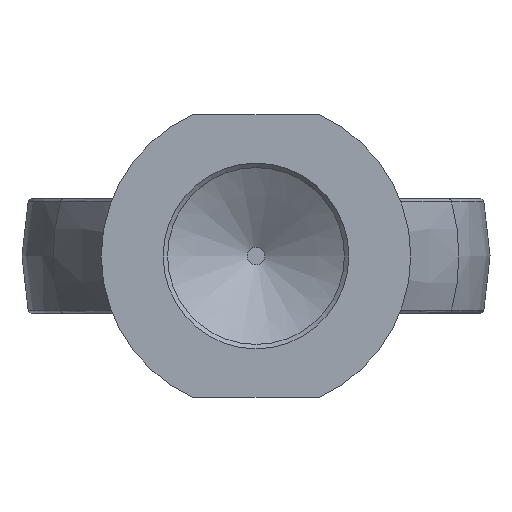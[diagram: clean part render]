
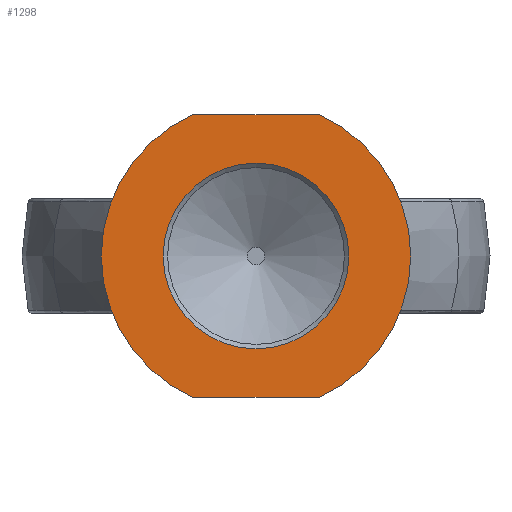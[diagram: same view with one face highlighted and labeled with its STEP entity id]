
A CAD part, front view. The second image highlights one B-rep face of the part: STEP entity #1298.
In plain terms, the highlighted planar face has unit normal (0, -1, 0).
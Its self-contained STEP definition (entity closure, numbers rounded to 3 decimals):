
#72 = CIRCLE ( 'NONE', #2656, 0.2 ) ;
#95 = DIRECTION ( 'NONE',  ( 0., 0., -1. ) ) ;
#106 = CIRCLE ( 'NONE', #2221, 0.2 ) ;
#108 = CARTESIAN_POINT ( 'NONE',  ( 7.046, -77., 15.8 ) ) ;
#174 = CARTESIAN_POINT ( 'NONE',  ( -7.128, -77., 15.983 ) ) ;
#184 = ORIENTED_EDGE ( 'NONE', *, *, #1171, .T. ) ;
#194 = CARTESIAN_POINT ( 'NONE',  ( 7.128, -77., 15.983 ) ) ;
#202 = DIRECTION ( 'NONE',  ( 0., 0., -1. ) ) ;
#214 = CARTESIAN_POINT ( 'NONE',  ( 0., -77., 0. ) ) ;
#246 = ORIENTED_EDGE ( 'NONE', *, *, #746, .F. ) ;
#277 = FACE_BOUND ( 'NONE', #402, .T. ) ;
#372 = EDGE_CURVE ( 'NONE', #1099, #1725, #2045, .T. ) ;
#378 = EDGE_LOOP ( 'NONE', ( #1385, #1626, #1641, #1678, #184, #1897, #246, #2617 ) ) ;
#402 = EDGE_LOOP ( 'NONE', ( #2507 ) ) ;
#414 = CIRCLE ( 'NONE', #808, 0.2 ) ;
#417 = LINE ( 'NONE', #2485, #890 ) ;
#433 = DIRECTION ( 'NONE',  ( 0., -1., 0. ) ) ;
#551 = CARTESIAN_POINT ( 'NONE',  ( 7.046, -77., 16. ) ) ;
#579 = EDGE_CURVE ( 'NONE', #1957, #1265, #72, .T. ) ;
#589 = AXIS2_PLACEMENT_3D ( 'NONE', #2472, #2089, #202 ) ;
#616 = DIRECTION ( 'NONE',  ( 0., 0., -1. ) ) ;
#734 = DIRECTION ( 'NONE',  ( 0., 0., -1. ) ) ;
#746 = EDGE_CURVE ( 'NONE', #1957, #1755, #2568, .T. ) ;
#761 = DIRECTION ( 'NONE',  ( 0., 0., -1. ) ) ;
#763 = EDGE_CURVE ( 'NONE', #2220, #2220, #977, .T. ) ;
#776 = CARTESIAN_POINT ( 'NONE',  ( 7.046, -77., -15.8 ) ) ;
#808 = AXIS2_PLACEMENT_3D ( 'NONE', #823, #1902, #616 ) ;
#823 = CARTESIAN_POINT ( 'NONE',  ( -7.046, -77., -15.8 ) ) ;
#890 = VECTOR ( 'NONE', #1864, 1000. ) ;
#923 = EDGE_CURVE ( 'NONE', #1517, #1755, #106, .T. ) ;
#929 = CIRCLE ( 'NONE', #1643, 17.5 ) ;
#930 = CARTESIAN_POINT ( 'NONE',  ( -7.046, -77., 15.8 ) ) ;
#977 = CIRCLE ( 'NONE', #1689, 10.5 ) ;
#1005 = VERTEX_POINT ( 'NONE', #2476 ) ;
#1078 = CARTESIAN_POINT ( 'NONE',  ( 0., -77., 0. ) ) ;
#1099 = VERTEX_POINT ( 'NONE', #1781 ) ;
#1130 = CARTESIAN_POINT ( 'NONE',  ( -26.5, -77., 16. ) ) ;
#1164 = DIRECTION ( 'NONE',  ( 0., -1., 0. ) ) ;
#1171 = EDGE_CURVE ( 'NONE', #1725, #1517, #929, .T. ) ;
#1205 = CARTESIAN_POINT ( 'NONE',  ( 7.128, -77., -15.983 ) ) ;
#1231 = EDGE_CURVE ( 'NONE', #1265, #2017, #1324, .T. ) ;
#1265 = VERTEX_POINT ( 'NONE', #174 ) ;
#1294 = DIRECTION ( 'NONE',  ( 0., 0., -1. ) ) ;
#1298 = ADVANCED_FACE ( 'NONE', ( #277, #1924 ), #1546, .T. ) ;
#1324 = CIRCLE ( 'NONE', #589, 17.5 ) ;
#1385 = ORIENTED_EDGE ( 'NONE', *, *, #1231, .T. ) ;
#1421 = AXIS2_PLACEMENT_3D ( 'NONE', #1078, #433, #1294 ) ;
#1517 = VERTEX_POINT ( 'NONE', #194 ) ;
#1546 = PLANE ( 'NONE',  #1421 ) ;
#1626 = ORIENTED_EDGE ( 'NONE', *, *, #2536, .T. ) ;
#1630 = CARTESIAN_POINT ( 'NONE',  ( -7.128, -77., -15.983 ) ) ;
#1641 = ORIENTED_EDGE ( 'NONE', *, *, #2189, .F. ) ;
#1643 = AXIS2_PLACEMENT_3D ( 'NONE', #214, #1878, #2325 ) ;
#1678 = ORIENTED_EDGE ( 'NONE', *, *, #372, .T. ) ;
#1689 = AXIS2_PLACEMENT_3D ( 'NONE', #2368, #1983, #95 ) ;
#1725 = VERTEX_POINT ( 'NONE', #1205 ) ;
#1755 = VERTEX_POINT ( 'NONE', #551 ) ;
#1781 = CARTESIAN_POINT ( 'NONE',  ( 7.046, -77., -16. ) ) ;
#1783 = DIRECTION ( 'NONE',  ( 0., -1., 0. ) ) ;
#1798 = CARTESIAN_POINT ( 'NONE',  ( -7.046, -77., 16. ) ) ;
#1808 = DIRECTION ( 'NONE',  ( 0., -1., 0. ) ) ;
#1864 = DIRECTION ( 'NONE',  ( -1., 0., 0. ) ) ;
#1878 = DIRECTION ( 'NONE',  ( 0., -1., 0. ) ) ;
#1897 = ORIENTED_EDGE ( 'NONE', *, *, #923, .T. ) ;
#1902 = DIRECTION ( 'NONE',  ( 0., -1., 0. ) ) ;
#1924 = FACE_OUTER_BOUND ( 'NONE', #378, .T. ) ;
#1955 = AXIS2_PLACEMENT_3D ( 'NONE', #776, #1164, #761 ) ;
#1957 = VERTEX_POINT ( 'NONE', #1798 ) ;
#1983 = DIRECTION ( 'NONE',  ( 0., 1., 0. ) ) ;
#2017 = VERTEX_POINT ( 'NONE', #1630 ) ;
#2045 = CIRCLE ( 'NONE', #1955, 0.2 ) ;
#2089 = DIRECTION ( 'NONE',  ( 0., -1., 0. ) ) ;
#2170 = VECTOR ( 'NONE', #2391, 1000. ) ;
#2189 = EDGE_CURVE ( 'NONE', #1099, #1005, #417, .T. ) ;
#2220 = VERTEX_POINT ( 'NONE', #2602 ) ;
#2221 = AXIS2_PLACEMENT_3D ( 'NONE', #108, #1783, #734 ) ;
#2325 = DIRECTION ( 'NONE',  ( 0., 0., -1. ) ) ;
#2368 = CARTESIAN_POINT ( 'NONE',  ( 0., -77., 0. ) ) ;
#2391 = DIRECTION ( 'NONE',  ( 1., 0., 0. ) ) ;
#2472 = CARTESIAN_POINT ( 'NONE',  ( 0., -77., 0. ) ) ;
#2476 = CARTESIAN_POINT ( 'NONE',  ( -7.046, -77., -16. ) ) ;
#2485 = CARTESIAN_POINT ( 'NONE',  ( -26.5, -77., -16. ) ) ;
#2507 = ORIENTED_EDGE ( 'NONE', *, *, #763, .T. ) ;
#2536 = EDGE_CURVE ( 'NONE', #2017, #1005, #414, .T. ) ;
#2568 = LINE ( 'NONE', #1130, #2170 ) ;
#2602 = CARTESIAN_POINT ( 'NONE',  ( 0., -77., -10.5 ) ) ;
#2617 = ORIENTED_EDGE ( 'NONE', *, *, #579, .T. ) ;
#2641 = DIRECTION ( 'NONE',  ( 0., 0., -1. ) ) ;
#2656 = AXIS2_PLACEMENT_3D ( 'NONE', #930, #1808, #2641 ) ;
